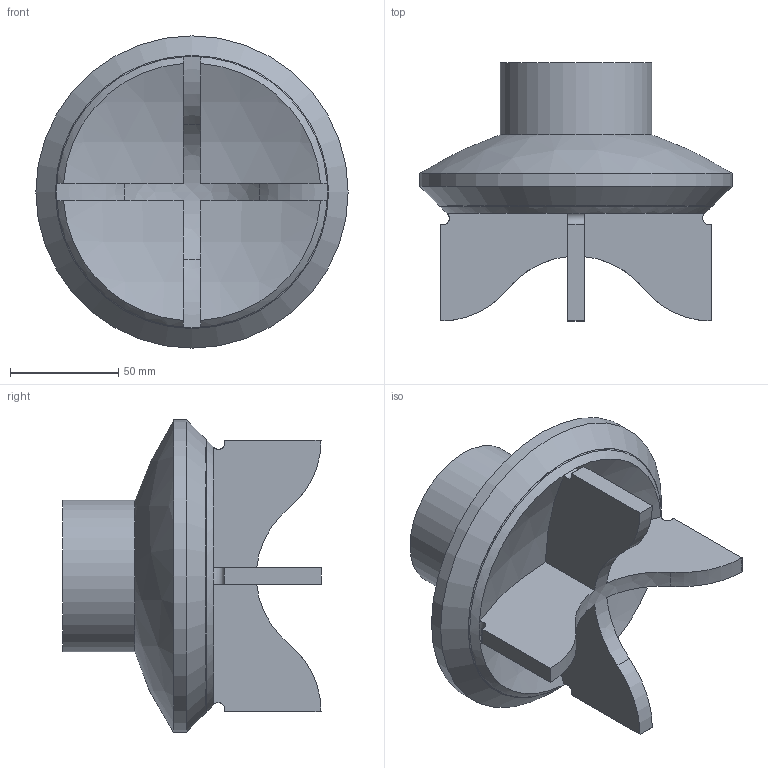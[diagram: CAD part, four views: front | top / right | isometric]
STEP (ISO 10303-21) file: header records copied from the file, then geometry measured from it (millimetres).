
FILE_DESCRIPTION (( 'STEP AP214' ), '1' );
FILE_NAME ('Valve.STEP', '2025-02-18T17:59:34', ( '' ), ( '' ), 'SwSTEP 2.0', 'SolidWorks 2025', '' );
FILE_SCHEMA (( 'AUTOMOTIVE_DESIGN' ));
Length unit declared in the file: millimetre
Products named in the file (1): Valve
Bounding box: 144 x 119 x 144 mm (x, y, z)
Volume: 560648.4 mm3; surface area: 74151 mm2
Topology: 1 solids, 1 shells, 54 faces, 136 edges, 87 vertices
Faces by surface type: plane 31, torus 8, sphere 6, cylinder 5, cone 2, bspline 2
Full cylindrical faces by diameter (mm): 22 x1, 40 x1, 70 x1, 125.968 x1, 144 x1
Entity records: 1986 total; most frequent: CARTESIAN_POINT 739, DIRECTION 260, ORIENTED_EDGE 246, EDGE_CURVE 123, AXIS2_PLACEMENT_3D 108, VERTEX_POINT 83, EDGE_LOOP 64, FACE_OUTER_BOUND 60
